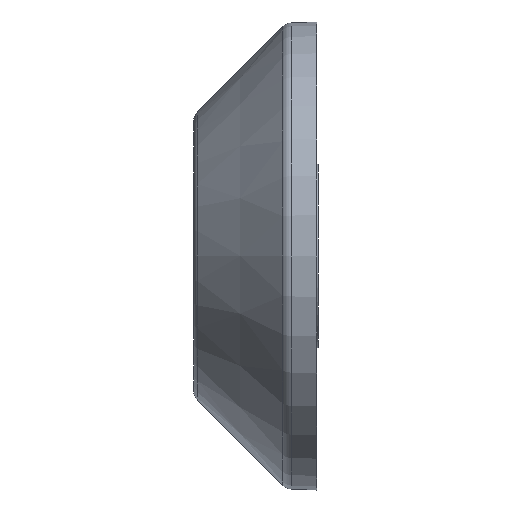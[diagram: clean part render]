
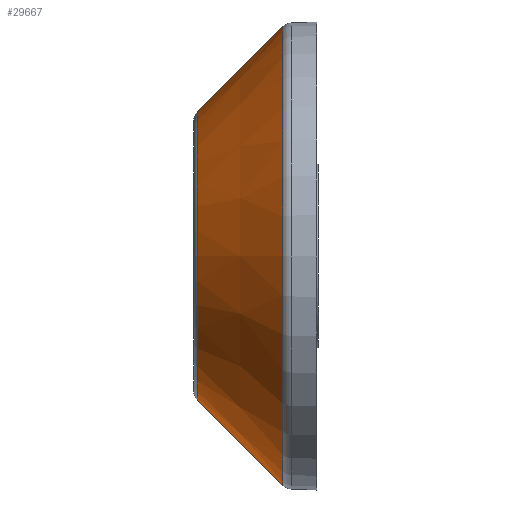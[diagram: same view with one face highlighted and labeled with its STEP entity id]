
A CAD part, left-side view. The second image highlights one B-rep face of the part: STEP entity #29667.
In plain terms, the highlighted conical face has half-angle 45 degrees and reference radius 22.825 mm.
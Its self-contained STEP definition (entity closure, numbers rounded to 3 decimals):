
#22 = AXIS2_PLACEMENT_3D ( 'NONE', #15593, #23240, #20728 ) ;
#897 = CARTESIAN_POINT ( 'NONE',  ( 0., 5.557, 0. ) ) ;
#2894 = VECTOR ( 'NONE', #14852, 1000. ) ;
#2992 = VECTOR ( 'NONE', #7707, 1000. ) ;
#3416 = DIRECTION ( 'NONE',  ( 0., 0., 1. ) ) ;
#3925 = DIRECTION ( 'NONE',  ( 0., -1., 0. ) ) ;
#4387 = ORIENTED_EDGE ( 'NONE', *, *, #30652, .T. ) ;
#4740 = VERTEX_POINT ( 'NONE', #16554 ) ;
#5127 = CIRCLE ( 'NONE', #10838, 23.411 ) ;
#7707 = DIRECTION ( 'NONE',  ( 0., -0.707, -0.707 ) ) ;
#8553 = ORIENTED_EDGE ( 'NONE', *, *, #30553, .T. ) ;
#8871 = CIRCLE ( 'NONE', #21075, 37.268 ) ;
#9733 = CONICAL_SURFACE ( 'NONE', #22, 22.825, 0.785 ) ;
#10838 = AXIS2_PLACEMENT_3D ( 'NONE', #19010, #3925, #21510 ) ;
#11113 = CARTESIAN_POINT ( 'NONE',  ( 0., 5.557, 37.268 ) ) ;
#11300 = FACE_OUTER_BOUND ( 'NONE', #12840, .T. ) ;
#12800 = ORIENTED_EDGE ( 'NONE', *, *, #25506, .T. ) ;
#12840 = EDGE_LOOP ( 'NONE', ( #16892, #12800, #8553, #4387 ) ) ;
#14852 = DIRECTION ( 'NONE',  ( 0., -0.707, 0.707 ) ) ;
#15093 = VERTEX_POINT ( 'NONE', #26665 ) ;
#15593 = CARTESIAN_POINT ( 'NONE',  ( 0., 20., 0. ) ) ;
#16554 = CARTESIAN_POINT ( 'NONE',  ( 0., 19.414, -23.411 ) ) ;
#16892 = ORIENTED_EDGE ( 'NONE', *, *, #21518, .F. ) ;
#18489 = DIRECTION ( 'NONE',  ( 0., 1., 0. ) ) ;
#19010 = CARTESIAN_POINT ( 'NONE',  ( 0., 19.414, 0. ) ) ;
#20263 = CARTESIAN_POINT ( 'NONE',  ( 0., 20., -22.825 ) ) ;
#20728 = DIRECTION ( 'NONE',  ( 0., 0., -1. ) ) ;
#21075 = AXIS2_PLACEMENT_3D ( 'NONE', #897, #18489, #3416 ) ;
#21510 = DIRECTION ( 'NONE',  ( 0., 0., 1. ) ) ;
#21518 = EDGE_CURVE ( 'NONE', #15093, #27905, #22927, .T. ) ;
#22927 = LINE ( 'NONE', #24829, #2894 ) ;
#23240 = DIRECTION ( 'NONE',  ( 0., -1., 0. ) ) ;
#24829 = CARTESIAN_POINT ( 'NONE',  ( 0., 20., 22.825 ) ) ;
#25506 = EDGE_CURVE ( 'NONE', #15093, #4740, #5127, .T. ) ;
#26665 = CARTESIAN_POINT ( 'NONE',  ( 0., 19.414, 23.411 ) ) ;
#27587 = VERTEX_POINT ( 'NONE', #27611 ) ;
#27611 = CARTESIAN_POINT ( 'NONE',  ( 0., 5.557, -37.268 ) ) ;
#27905 = VERTEX_POINT ( 'NONE', #11113 ) ;
#29667 = ADVANCED_FACE ( 'NONE', ( #11300 ), #9733, .T. ) ;
#29709 = LINE ( 'NONE', #20263, #2992 ) ;
#30553 = EDGE_CURVE ( 'NONE', #4740, #27587, #29709, .T. ) ;
#30652 = EDGE_CURVE ( 'NONE', #27587, #27905, #8871, .T. ) ;
